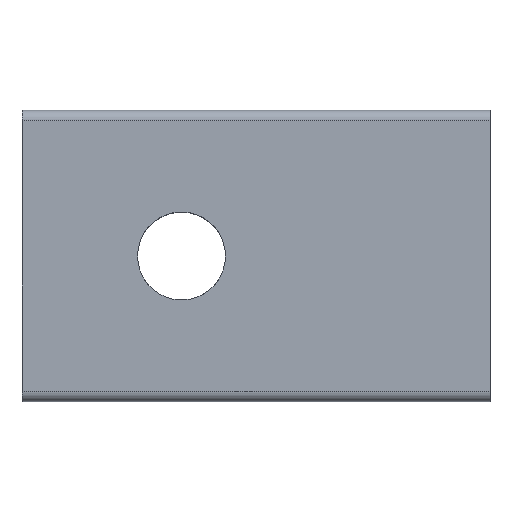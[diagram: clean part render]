
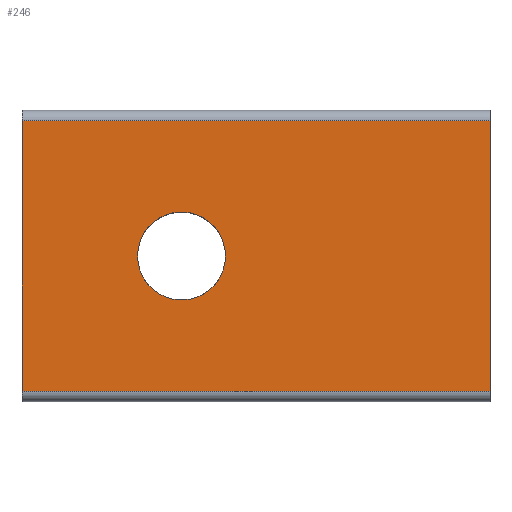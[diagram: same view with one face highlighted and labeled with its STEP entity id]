
A CAD part, top view. The second image highlights one B-rep face of the part: STEP entity #246.
In plain terms, the highlighted planar face has unit normal (0, 0, 1).
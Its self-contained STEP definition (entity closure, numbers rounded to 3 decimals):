
#14=FACE_BOUND('',#71,.T.);
#15=PLANE('',#284);
#25=LINE('',#456,#40);
#26=LINE('',#458,#41);
#27=LINE('',#460,#42);
#28=LINE('',#461,#43);
#40=VECTOR('',#328,1000.);
#41=VECTOR('',#329,1000.);
#42=VECTOR('',#330,1000.);
#43=VECTOR('',#331,1000.);
#58=FACE_OUTER_BOUND('',#70,.T.);
#70=EDGE_LOOP('',(#175,#176,#177,#178));
#71=EDGE_LOOP('',(#179));
#91=CIRCLE('',#285,2.067);
#113=VERTEX_POINT('',#454);
#114=VERTEX_POINT('',#455);
#115=VERTEX_POINT('',#457);
#116=VERTEX_POINT('',#459);
#117=VERTEX_POINT('',#462);
#138=EDGE_CURVE('',#113,#114,#25,.T.);
#139=EDGE_CURVE('',#115,#114,#26,.T.);
#140=EDGE_CURVE('',#116,#115,#27,.T.);
#141=EDGE_CURVE('',#116,#113,#28,.T.);
#142=EDGE_CURVE('',#117,#117,#91,.T.);
#175=ORIENTED_EDGE('',*,*,#138,.T.);
#176=ORIENTED_EDGE('',*,*,#139,.F.);
#177=ORIENTED_EDGE('',*,*,#140,.F.);
#178=ORIENTED_EDGE('',*,*,#141,.T.);
#179=ORIENTED_EDGE('',*,*,#142,.F.);
#246=ADVANCED_FACE('',(#58,#14),#15,.F.);
#284=AXIS2_PLACEMENT_3D('',#453,#326,#327);
#285=AXIS2_PLACEMENT_3D('',#463,#332,#333);
#326=DIRECTION('center_axis',(0.,0.,-1.));
#327=DIRECTION('ref_axis',(-1.,0.,0.));
#328=DIRECTION('',(0.,-1.,0.));
#329=DIRECTION('',(-1.,0.,0.));
#330=DIRECTION('',(0.,-1.,0.));
#331=DIRECTION('',(-1.,0.,0.));
#332=DIRECTION('center_axis',(0.,0.,1.));
#333=DIRECTION('ref_axis',(1.,0.,0.));
#453=CARTESIAN_POINT('Origin',(14.5,6.35,0.));
#454=CARTESIAN_POINT('',(-7.5,6.35,0.));
#455=CARTESIAN_POINT('',(-7.5,-6.35,0.));
#456=CARTESIAN_POINT('',(-7.5,6.35,0.));
#457=CARTESIAN_POINT('',(14.5,-6.35,0.));
#458=CARTESIAN_POINT('',(14.5,-6.35,0.));
#459=CARTESIAN_POINT('',(14.5,6.35,0.));
#460=CARTESIAN_POINT('',(14.5,6.35,0.));
#461=CARTESIAN_POINT('',(14.5,6.35,0.));
#462=CARTESIAN_POINT('',(-2.067,0.,0.));
#463=CARTESIAN_POINT('Origin',(0.,0.,0.));
